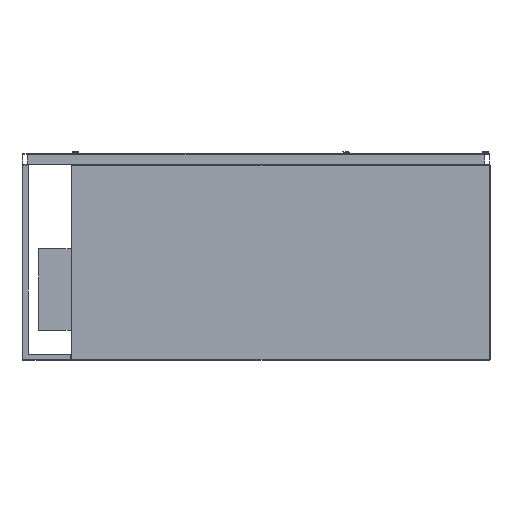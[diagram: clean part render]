
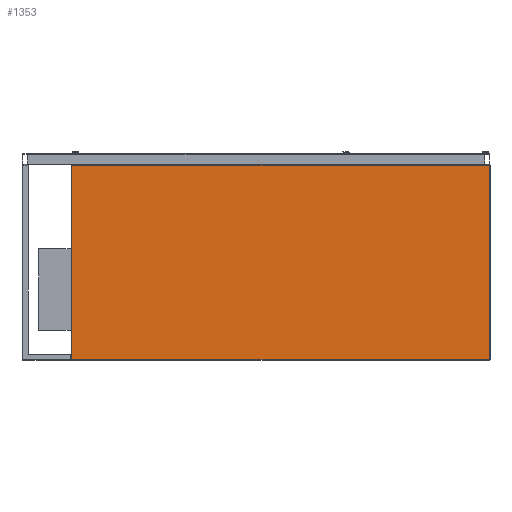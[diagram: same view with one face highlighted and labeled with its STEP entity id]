
A CAD part, front view. The second image highlights one B-rep face of the part: STEP entity #1353.
In plain terms, the highlighted planar face has unit normal (0, -1, 0).
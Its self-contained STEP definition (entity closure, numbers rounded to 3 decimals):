
#150 = VERTEX_POINT ( 'NONE', #7866 ) ;
#333 = EDGE_CURVE ( 'NONE', #150, #4098, #3736, .T. ) ;
#617 = ORIENTED_EDGE ( 'NONE', *, *, #5912, .T. ) ;
#662 = DIRECTION ( 'NONE',  ( 0., 0., -1. ) ) ;
#730 = CARTESIAN_POINT ( 'NONE',  ( -770.5, -325., -760. ) ) ;
#1074 = LINE ( 'NONE', #5827, #12519 ) ;
#1353 = ADVANCED_FACE ( 'Fl�che8', ( #14724 ), #5596, .T. ) ;
#2132 = DIRECTION ( 'NONE',  ( 0., 0., -1. ) ) ;
#3442 = CARTESIAN_POINT ( 'NONE',  ( -772.5, -325., -758. ) ) ;
#3736 = LINE ( 'NONE', #3442, #10481 ) ;
#4098 = VERTEX_POINT ( 'NONE', #7937 ) ;
#4189 = DIRECTION ( 'NONE',  ( -1., 0., 0. ) ) ;
#5596 = PLANE ( 'NONE',  #6563 ) ;
#5597 = EDGE_LOOP ( 'NONE', ( #617, #6183, #11174, #5711 ) ) ;
#5711 = ORIENTED_EDGE ( 'NONE', *, *, #19550, .T. ) ;
#5827 = CARTESIAN_POINT ( 'NONE',  ( 770.5, -325., -760. ) ) ;
#5912 = EDGE_CURVE ( 'NONE', #13689, #7400, #8907, .T. ) ;
#6183 = ORIENTED_EDGE ( 'NONE', *, *, #9899, .T. ) ;
#6563 = AXIS2_PLACEMENT_3D ( 'NONE', #16318, #8414, #662 ) ;
#7308 = CARTESIAN_POINT ( 'NONE',  ( -772.5, -325., -42. ) ) ;
#7400 = VERTEX_POINT ( 'NONE', #17945 ) ;
#7866 = CARTESIAN_POINT ( 'NONE',  ( -770.5, -325., -758. ) ) ;
#7937 = CARTESIAN_POINT ( 'NONE',  ( 770.5, -325., -758. ) ) ;
#8414 = DIRECTION ( 'NONE',  ( 0., -1., 0. ) ) ;
#8907 = LINE ( 'NONE', #7308, #19427 ) ;
#9899 = EDGE_CURVE ( 'NONE', #7400, #150, #11388, .T. ) ;
#10481 = VECTOR ( 'NONE', #17376, 1000. ) ;
#11174 = ORIENTED_EDGE ( 'NONE', *, *, #333, .T. ) ;
#11388 = LINE ( 'NONE', #730, #16378 ) ;
#11552 = DIRECTION ( 'NONE',  ( 0., 0., 1. ) ) ;
#12519 = VECTOR ( 'NONE', #11552, 1000. ) ;
#13689 = VERTEX_POINT ( 'NONE', #16823 ) ;
#14724 = FACE_OUTER_BOUND ( 'NONE', #5597, .T. ) ;
#16318 = CARTESIAN_POINT ( 'NONE',  ( -772.5, -325., -760. ) ) ;
#16378 = VECTOR ( 'NONE', #2132, 1000. ) ;
#16823 = CARTESIAN_POINT ( 'NONE',  ( 770.5, -325., -42. ) ) ;
#17376 = DIRECTION ( 'NONE',  ( 1., 0., 0. ) ) ;
#17945 = CARTESIAN_POINT ( 'NONE',  ( -770.5, -325., -42. ) ) ;
#19427 = VECTOR ( 'NONE', #4189, 1000. ) ;
#19550 = EDGE_CURVE ( 'NONE', #4098, #13689, #1074, .T. ) ;
